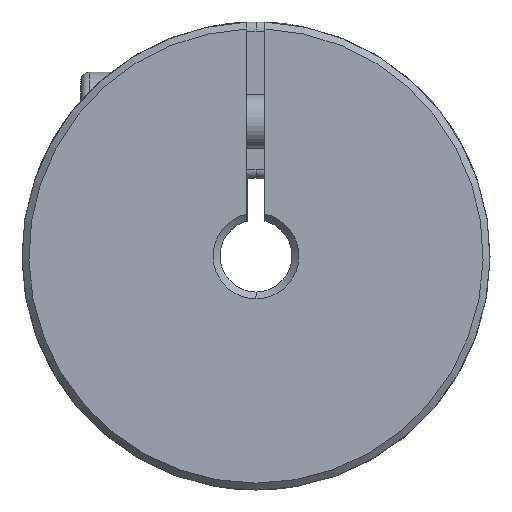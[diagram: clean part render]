
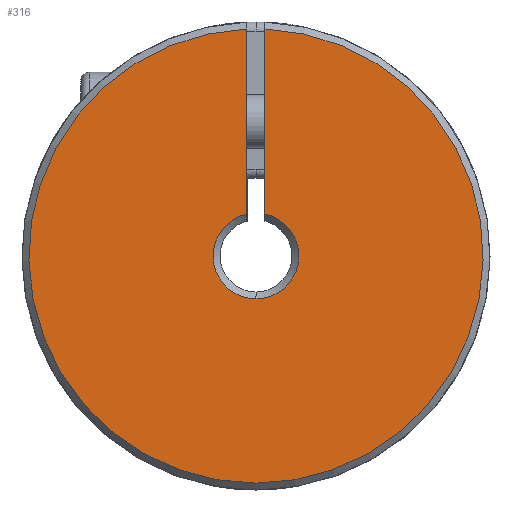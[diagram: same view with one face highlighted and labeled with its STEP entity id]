
A CAD part, left-side view. The second image highlights one B-rep face of the part: STEP entity #316.
In plain terms, the highlighted planar face has unit normal (-1, 0, 0).
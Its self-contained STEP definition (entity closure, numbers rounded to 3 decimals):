
#316 = ADVANCED_FACE ( 'NONE', ( #5374 ), #4977, .T. ) ;
#709 = VERTEX_POINT ( 'NONE', #6032 ) ;
#710 = VERTEX_POINT ( 'NONE', #6033 ) ;
#749 = VERTEX_POINT ( 'NONE', #6072 ) ;
#750 = VERTEX_POINT ( 'NONE', #6073 ) ;
#751 = VERTEX_POINT ( 'NONE', #6074 ) ;
#1408 = EDGE_CURVE ( 'NONE', #709, #710, #7399, .T. ) ;
#2040 = ORIENTED_EDGE ( 'NONE', *, *, #2331, .F. ) ;
#2041 = ORIENTED_EDGE ( 'NONE', *, *, #1408, .F. ) ;
#2042 = ORIENTED_EDGE ( 'NONE', *, *, #2329, .F. ) ;
#2043 = ORIENTED_EDGE ( 'NONE', *, *, #2326, .T. ) ;
#2044 = ORIENTED_EDGE ( 'NONE', *, *, #2330, .F. ) ;
#2326 = EDGE_CURVE ( 'NONE', #750, #751, #7467, .T. ) ;
#2329 = EDGE_CURVE ( 'NONE', #750, #709, #7478, .T. ) ;
#2330 = EDGE_CURVE ( 'NONE', #749, #751, #7480, .T. ) ;
#2331 = EDGE_CURVE ( 'NONE', #710, #749, #7463, .T. ) ;
#3070 = EDGE_LOOP ( 'NONE', ( #2040, #2041, #2042, #2043, #2044 ) ) ;
#4976 = CARTESIAN_POINT ( 'NONE',  ( -13., 0., 0. ) ) ;
#4977 = PLANE ( 'NONE',  #5569 ) ;
#4982 = DIRECTION ( 'NONE',  ( -1., 0., 0. ) ) ;
#4983 = DIRECTION ( 'NONE',  ( 0., 0., -1. ) ) ;
#5374 = FACE_OUTER_BOUND ( 'NONE', #3070, .T. ) ;
#5569 = AXIS2_PLACEMENT_3D ( 'NONE', #4976, #4982, #4983 ) ;
#5756 = AXIS2_PLACEMENT_3D ( 'NONE', #7238, #7239, #7240 ) ;
#5796 = AXIS2_PLACEMENT_3D ( 'NONE', #7776, #7778, #7779 ) ;
#5798 = AXIS2_PLACEMENT_3D ( 'NONE', #7773, #7774, #7775 ) ;
#6032 = CARTESIAN_POINT ( 'NONE',  ( -13., 0., -2.381 ) ) ;
#6033 = CARTESIAN_POINT ( 'NONE',  ( -13., -0.5, 2.328 ) ) ;
#6072 = CARTESIAN_POINT ( 'NONE',  ( -13., -0.5, 12.609 ) ) ;
#6073 = CARTESIAN_POINT ( 'NONE',  ( -13., 0.5, 2.328 ) ) ;
#6074 = CARTESIAN_POINT ( 'NONE',  ( -13., 0.5, 12.609 ) ) ;
#7238 = CARTESIAN_POINT ( 'NONE',  ( -13., 0., 0. ) ) ;
#7239 = DIRECTION ( 'NONE',  ( -1., 0., 0. ) ) ;
#7240 = DIRECTION ( 'NONE',  ( 0., 0., -1. ) ) ;
#7399 = CIRCLE ( 'NONE', #5756, 2.381 ) ;
#7463 = LINE ( 'NONE', #7780, #7469 ) ;
#7465 = VECTOR ( 'NONE', #7768, 1000. ) ;
#7467 = LINE ( 'NONE', #7767, #7465 ) ;
#7469 = VECTOR ( 'NONE', #7781, 1000. ) ;
#7478 = CIRCLE ( 'NONE', #5798, 2.381 ) ;
#7480 = CIRCLE ( 'NONE', #5796, 12.619 ) ;
#7767 = CARTESIAN_POINT ( 'NONE',  ( -13., 0.5, 0. ) ) ;
#7768 = DIRECTION ( 'NONE',  ( 0., 0., 1. ) ) ;
#7773 = CARTESIAN_POINT ( 'NONE',  ( -13., 0., 0. ) ) ;
#7774 = DIRECTION ( 'NONE',  ( -1., 0., 0. ) ) ;
#7775 = DIRECTION ( 'NONE',  ( 0., 0., -1. ) ) ;
#7776 = CARTESIAN_POINT ( 'NONE',  ( -13., 0., 0. ) ) ;
#7778 = DIRECTION ( 'NONE',  ( 1., 0., 0. ) ) ;
#7779 = DIRECTION ( 'NONE',  ( 0., 0., -1. ) ) ;
#7780 = CARTESIAN_POINT ( 'NONE',  ( -13., -0.5, 0. ) ) ;
#7781 = DIRECTION ( 'NONE',  ( 0., 0., 1. ) ) ;
